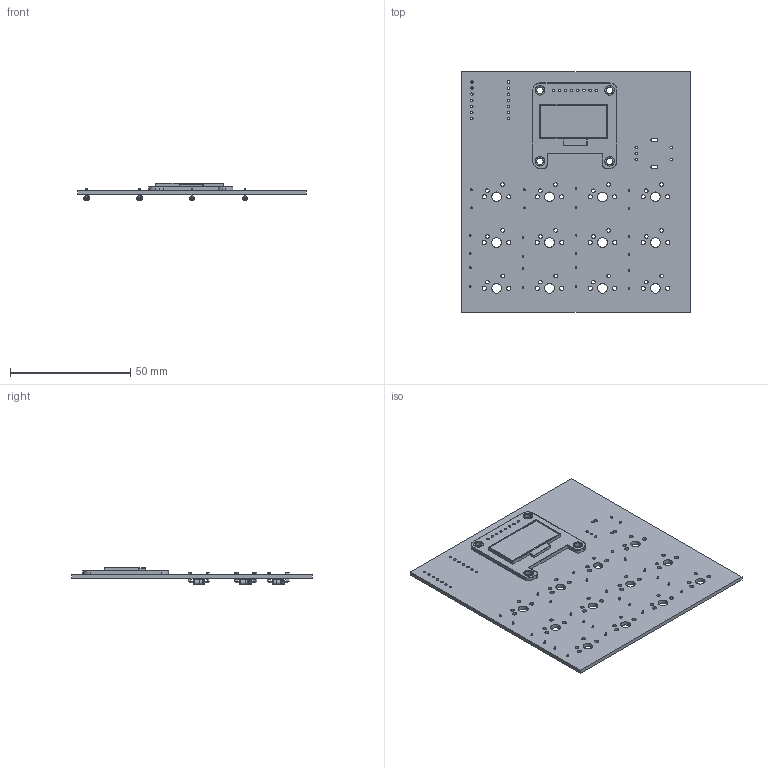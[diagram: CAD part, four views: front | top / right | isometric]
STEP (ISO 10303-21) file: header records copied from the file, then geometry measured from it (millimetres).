
FILE_DESCRIPTION(('KiCad electronic assembly'),'2;1');
FILE_NAME('grasspad.step','2025-01-31T16:30:31',('Pcbnew'),('Kicad'), 'Open CASCADE STEP processor 7.8','KiCad to STEP converter','Unknown' );
FILE_SCHEMA(('AUTOMOTIVE_DESIGN { 1 0 10303 214 1 1 1 1 }'));
Length unit declared in the file: millimetre
Products named in the file (6): grasspad 1; Adafruit_SSD1306; D_DO-35_SOD27_P7.62mm_Horizontal; grasspad_PCB
Assembly tree (16 placements, depth 3):
  grasspad 1
    Adafruit_SSD1306
      Adafruit_SSD1306
    D_DO-35_SOD27_P7.62mm_Horizontal  x12
      D_DO-35_SOD27_P7.62mm_Horizontal
    grasspad_PCB
Bounding box: 95 x 100 x 7.21 mm (x, y, z)
Volume: 17160.7 mm3; surface area: 23175.6 mm2
Topology: 26 solids, 26 shells, 419 faces, 907 edges, 564 vertices
Faces by surface type: cylinder 244, plane 115, torus 54, sphere 6
Full cylindrical faces by diameter (mm): 0.5 x36, 0.8 x24, 1 x35, 1.5 x24, 1.7 x24, 2 x24, 2.02 x12, 2.7 x4, 2.8 x8, 4 x16
Entity records: 9142 total; most frequent: DIRECTION 1527, CARTESIAN_POINT 1307, ORIENTED_EDGE 1274, EDGE_CURVE 637, AXIS2_PLACEMENT_3D 630, FACE_BOUND 509, EDGE_LOOP 509, VERTEX_POINT 410
